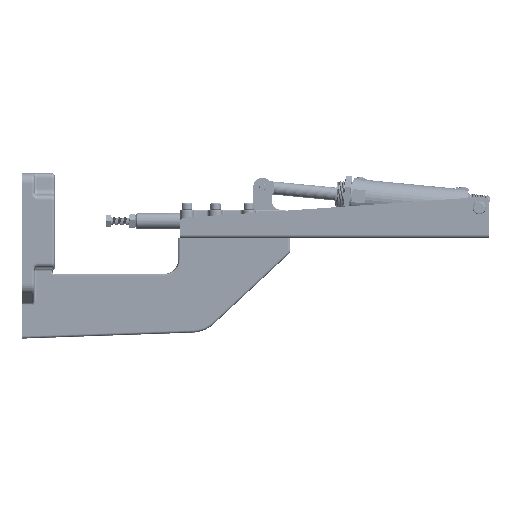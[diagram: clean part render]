
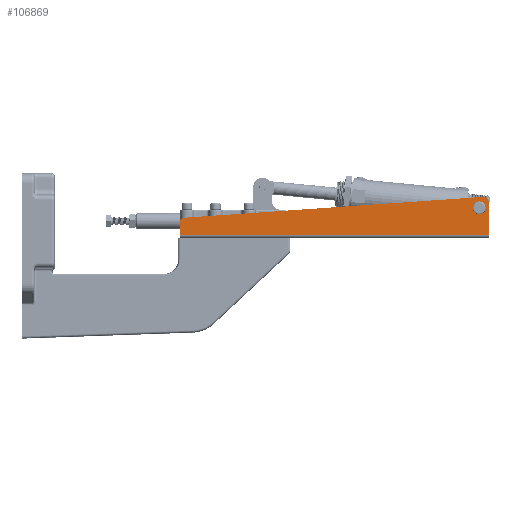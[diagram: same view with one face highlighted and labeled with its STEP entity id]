
A CAD part, top view. The second image highlights one B-rep face of the part: STEP entity #106869.
In plain terms, the highlighted planar face has unit normal (0, 0, 1).
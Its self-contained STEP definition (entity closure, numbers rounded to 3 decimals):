
#5164 = VERTEX_POINT ( 'NONE', #13646 ) ;
#9822 = DIRECTION ( 'NONE',  ( -0.998, -0.07, 0. ) ) ;
#9934 = ORIENTED_EDGE ( 'NONE', *, *, #137998, .T. ) ;
#10909 = EDGE_CURVE ( 'NONE', #72162, #52091, #77011, .T. ) ;
#13262 = CARTESIAN_POINT ( 'NONE',  ( 4.652, 25.045, 76. ) ) ;
#13646 = CARTESIAN_POINT ( 'NONE',  ( 371.443, 50.662, 76. ) ) ;
#13727 = CIRCLE ( 'NONE', #128256, 5. ) ;
#16523 = FACE_BOUND ( 'NONE', #29941, .T. ) ;
#16643 = ORIENTED_EDGE ( 'NONE', *, *, #116820, .T. ) ;
#18279 = CARTESIAN_POINT ( 'NONE',  ( 5., 20.057, 76. ) ) ;
#21270 = CARTESIAN_POINT ( 'NONE',  ( 0., 4.5, 76. ) ) ;
#25540 = DIRECTION ( 'NONE',  ( 0., 0., 1. ) ) ;
#26885 = EDGE_CURVE ( 'NONE', #115246, #92235, #91562, .T. ) ;
#29393 = DIRECTION ( 'NONE',  ( -1., 0., 0. ) ) ;
#29894 = ORIENTED_EDGE ( 'NONE', *, *, #10909, .F. ) ;
#29941 = EDGE_LOOP ( 'NONE', ( #80963, #29894 ) ) ;
#32477 = CARTESIAN_POINT ( 'NONE',  ( 4.652, 25.045, 76. ) ) ;
#32905 = VECTOR ( 'NONE', #90958, 1000. ) ;
#36731 = CARTESIAN_POINT ( 'NONE',  ( 368., 37.2, 76. ) ) ;
#37920 = ORIENTED_EDGE ( 'NONE', *, *, #130910, .T. ) ;
#46935 = CIRCLE ( 'NONE', #110210, 8. ) ;
#47837 = DIRECTION ( 'NONE',  ( 1., 0., 0. ) ) ;
#49328 = FACE_OUTER_BOUND ( 'NONE', #118160, .T. ) ;
#52091 = VERTEX_POINT ( 'NONE', #89561 ) ;
#53669 = DIRECTION ( 'NONE',  ( -1., 0., 0. ) ) ;
#55160 = AXIS2_PLACEMENT_3D ( 'NONE', #91610, #25540, #102696 ) ;
#59992 = CARTESIAN_POINT ( 'NONE',  ( 372., 42.682, 76. ) ) ;
#60350 = ORIENTED_EDGE ( 'NONE', *, *, #26885, .T. ) ;
#62922 = CARTESIAN_POINT ( 'NONE',  ( 0., 20.057, 76. ) ) ;
#69392 = EDGE_CURVE ( 'NONE', #5164, #134792, #107818, .T. ) ;
#71124 = DIRECTION ( 'NONE',  ( 1., 0., 0. ) ) ;
#72162 = VERTEX_POINT ( 'NONE', #136996 ) ;
#73669 = CARTESIAN_POINT ( 'NONE',  ( 380., 0., 76. ) ) ;
#73741 = LINE ( 'NONE', #89042, #129111 ) ;
#73926 = AXIS2_PLACEMENT_3D ( 'NONE', #36731, #113941, #47837 ) ;
#76839 = CARTESIAN_POINT ( 'NONE',  ( 380., 42.682, 76. ) ) ;
#77011 = CIRCLE ( 'NONE', #73926, 5.1 ) ;
#77942 = DIRECTION ( 'NONE',  ( 0., -1., 0. ) ) ;
#80963 = ORIENTED_EDGE ( 'NONE', *, *, #99160, .F. ) ;
#87902 = ORIENTED_EDGE ( 'NONE', *, *, #69392, .T. ) ;
#89042 = CARTESIAN_POINT ( 'NONE',  ( 0., 0., 76. ) ) ;
#89561 = CARTESIAN_POINT ( 'NONE',  ( 362.9, 37.2, 76. ) ) ;
#90958 = DIRECTION ( 'NONE',  ( 1., 0., 0. ) ) ;
#91562 = LINE ( 'NONE', #102054, #32905 ) ;
#91610 = CARTESIAN_POINT ( 'NONE',  ( 368., 37.2, 76. ) ) ;
#92235 = VERTEX_POINT ( 'NONE', #134520 ) ;
#95469 = DIRECTION ( 'NONE',  ( 0., 0., 1. ) ) ;
#96832 = ORIENTED_EDGE ( 'NONE', *, *, #138421, .T. ) ;
#97063 = VECTOR ( 'NONE', #129758, 1000. ) ;
#99160 = EDGE_CURVE ( 'NONE', #52091, #72162, #131094, .T. ) ;
#102054 = CARTESIAN_POINT ( 'NONE',  ( 5., 4.5, 76. ) ) ;
#102696 = DIRECTION ( 'NONE',  ( 1., 0., 0. ) ) ;
#106516 = AXIS2_PLACEMENT_3D ( 'NONE', #108683, #119851, #53669 ) ;
#106869 = ADVANCED_FACE ( 'NONE', ( #49328, #16523 ), #119350, .F. ) ;
#107818 = LINE ( 'NONE', #32477, #133730 ) ;
#108683 = CARTESIAN_POINT ( 'NONE',  ( 5., 20.057, 76. ) ) ;
#110210 = AXIS2_PLACEMENT_3D ( 'NONE', #59992, #137313, #71124 ) ;
#113941 = DIRECTION ( 'NONE',  ( 0., 0., 1. ) ) ;
#115246 = VERTEX_POINT ( 'NONE', #21270 ) ;
#116820 = EDGE_CURVE ( 'NONE', #134792, #119447, #13727, .T. ) ;
#118160 = EDGE_LOOP ( 'NONE', ( #37920, #60350, #9934, #96832, #87902, #16643 ) ) ;
#119350 = PLANE ( 'NONE',  #106516 ) ;
#119447 = VERTEX_POINT ( 'NONE', #62922 ) ;
#119851 = DIRECTION ( 'NONE',  ( 0., 0., -1. ) ) ;
#127374 = VERTEX_POINT ( 'NONE', #76839 ) ;
#128256 = AXIS2_PLACEMENT_3D ( 'NONE', #18279, #95469, #29393 ) ;
#129111 = VECTOR ( 'NONE', #77942, 1000. ) ;
#129758 = DIRECTION ( 'NONE',  ( 0., 1., 0. ) ) ;
#129973 = LINE ( 'NONE', #73669, #97063 ) ;
#130910 = EDGE_CURVE ( 'NONE', #119447, #115246, #73741, .T. ) ;
#131094 = CIRCLE ( 'NONE', #55160, 5.1 ) ;
#133730 = VECTOR ( 'NONE', #9822, 1000. ) ;
#134520 = CARTESIAN_POINT ( 'NONE',  ( 380., 4.5, 76. ) ) ;
#134792 = VERTEX_POINT ( 'NONE', #13262 ) ;
#136996 = CARTESIAN_POINT ( 'NONE',  ( 373.1, 37.2, 76. ) ) ;
#137313 = DIRECTION ( 'NONE',  ( 0., 0., 1. ) ) ;
#137998 = EDGE_CURVE ( 'NONE', #92235, #127374, #129973, .T. ) ;
#138421 = EDGE_CURVE ( 'NONE', #127374, #5164, #46935, .T. ) ;
